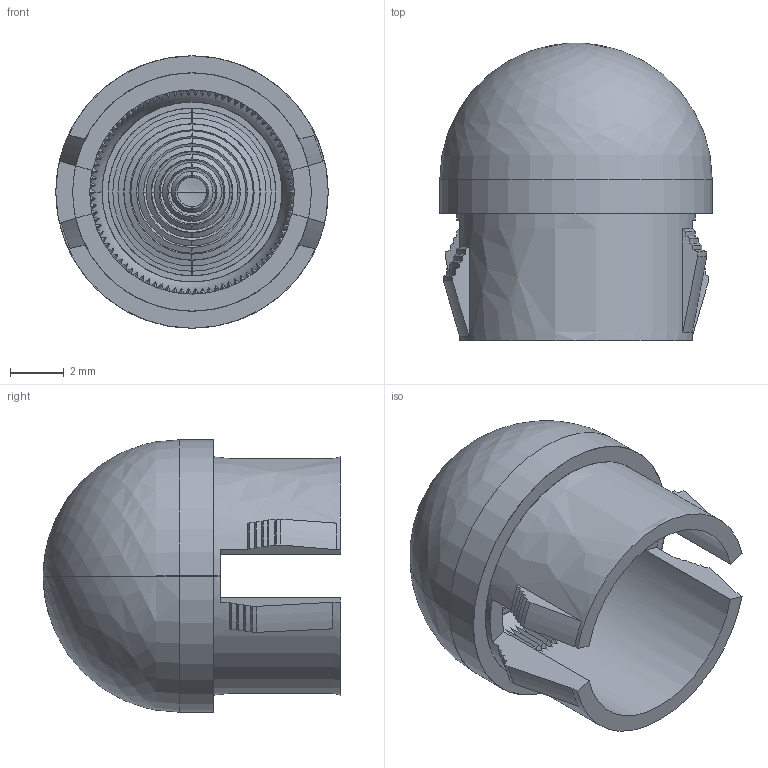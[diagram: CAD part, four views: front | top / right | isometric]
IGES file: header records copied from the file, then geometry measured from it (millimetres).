
Start section: SolidWorks IGES file using analytic representation for surfaces
Global section: file name: 434x - Snap-in Lens Dwg B8106.IGS; native system: SolidWorks 2016; preprocessor: SolidWorks 2016; author: tstoltenburg; date: 171107.144928; units: inch
Bounding box: 10.16 x 11.1 x 10.16 mm (x, y, z)
Surface area: 653.6 mm2 (no closed solid volume)
Topology: 0 solids, 0 shells, 489 faces, 3758 edges, 3755 vertices
Faces by surface type: revolution 295, bspline 194
